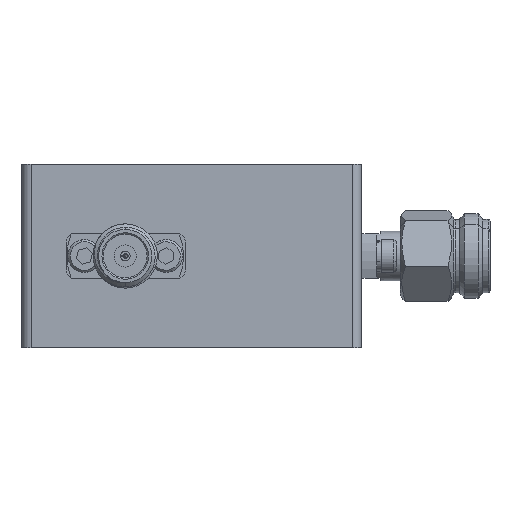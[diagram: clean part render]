
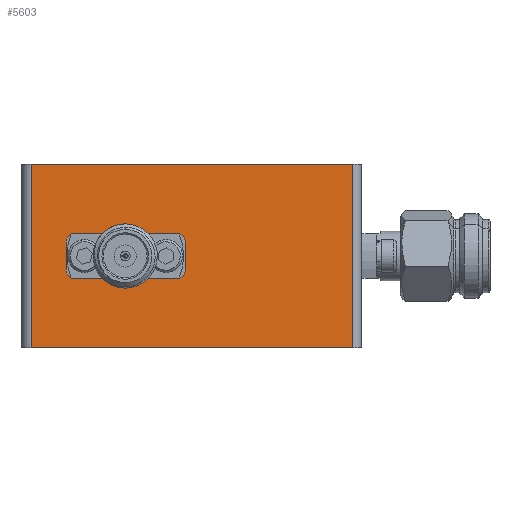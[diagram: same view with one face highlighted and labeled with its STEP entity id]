
A CAD part, left-side view. The second image highlights one B-rep face of the part: STEP entity #5603.
In plain terms, the highlighted planar face has unit normal (-1, 0, 0).
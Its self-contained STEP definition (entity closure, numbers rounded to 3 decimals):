
#189 = LINE ( 'NONE', #27732, #28837 ) ;
#370 = DIRECTION ( 'NONE',  ( 0., 0., -1. ) ) ;
#533 = EDGE_CURVE ( 'NONE', #35508, #30441, #29017, .T. ) ;
#957 = CARTESIAN_POINT ( 'NONE',  ( -21.45, -3.15, 0. ) ) ;
#1537 = VECTOR ( 'NONE', #28374, 1000. ) ;
#2010 = CARTESIAN_POINT ( 'NONE',  ( -21.45, 13.65, -7.5 ) ) ;
#2786 = VERTEX_POINT ( 'NONE', #35333 ) ;
#2872 = VECTOR ( 'NONE', #22040, 1000. ) ;
#4511 = CARTESIAN_POINT ( 'NONE',  ( -21.45, 13.65, -20. ) ) ;
#4578 = DIRECTION ( 'NONE',  ( 0., -1., 0. ) ) ;
#4687 = CARTESIAN_POINT ( 'NONE',  ( -21.45, 13.65, -12.5 ) ) ;
#5103 = ORIENTED_EDGE ( 'NONE', *, *, #16924, .F. ) ;
#5354 = EDGE_CURVE ( 'NONE', #15434, #9198, #21604, .T. ) ;
#5522 = VERTEX_POINT ( 'NONE', #10556 ) ;
#5603 = ADVANCED_FACE ( 'NONE', ( #7681, #24259 ), #7862, .F. ) ;
#5632 = ORIENTED_EDGE ( 'NONE', *, *, #533, .F. ) ;
#6345 = EDGE_CURVE ( 'NONE', #9198, #5522, #6879, .T. ) ;
#6799 = DIRECTION ( 'NONE',  ( 0., -1., 0. ) ) ;
#6879 = LINE ( 'NONE', #17860, #18203 ) ;
#7166 = ORIENTED_EDGE ( 'NONE', *, *, #6345, .F. ) ;
#7215 = DIRECTION ( 'NONE',  ( 0., 1., 0. ) ) ;
#7367 = AXIS2_PLACEMENT_3D ( 'NONE', #26830, #19063, #29872 ) ;
#7681 = FACE_OUTER_BOUND ( 'NONE', #32891, .T. ) ;
#7829 = AXIS2_PLACEMENT_3D ( 'NONE', #27876, #13645, #22294 ) ;
#7862 = PLANE ( 'NONE',  #22189 ) ;
#8234 = VERTEX_POINT ( 'NONE', #28493 ) ;
#8241 = EDGE_CURVE ( 'NONE', #32004, #15434, #26863, .T. ) ;
#8385 = CARTESIAN_POINT ( 'NONE',  ( -21.45, 8.85, -7.5 ) ) ;
#9167 = ORIENTED_EDGE ( 'NONE', *, *, #30517, .T. ) ;
#9198 = VERTEX_POINT ( 'NONE', #25631 ) ;
#9913 = DIRECTION ( 'NONE',  ( 0., -1., 0. ) ) ;
#10556 = CARTESIAN_POINT ( 'NONE',  ( -21.45, 9.85, -11.5 ) ) ;
#11363 = CARTESIAN_POINT ( 'NONE',  ( -21.45, -3.15, -11.5 ) ) ;
#11619 = LINE ( 'NONE', #20431, #1537 ) ;
#12067 = VERTEX_POINT ( 'NONE', #35350 ) ;
#12537 = VECTOR ( 'NONE', #7215, 1000. ) ;
#12550 = VERTEX_POINT ( 'NONE', #11363 ) ;
#12669 = CARTESIAN_POINT ( 'NONE',  ( -21.45, 8.85, -12.5 ) ) ;
#12684 = VECTOR ( 'NONE', #19658, 1000. ) ;
#13080 = DIRECTION ( 'NONE',  ( 0., 1., 0. ) ) ;
#13571 = CARTESIAN_POINT ( 'NONE',  ( -21.45, 13.65, 0. ) ) ;
#13645 = DIRECTION ( 'NONE',  ( -1., 0., 0. ) ) ;
#14329 = EDGE_CURVE ( 'NONE', #22729, #27384, #11619, .T. ) ;
#14807 = VECTOR ( 'NONE', #9913, 1000. ) ;
#14905 = EDGE_CURVE ( 'NONE', #12067, #32004, #26349, .T. ) ;
#15434 = VERTEX_POINT ( 'NONE', #8385 ) ;
#15707 = EDGE_CURVE ( 'NONE', #30441, #12550, #22362, .T. ) ;
#15732 = DIRECTION ( 'NONE',  ( -1., 0., 0. ) ) ;
#16007 = ORIENTED_EDGE ( 'NONE', *, *, #32425, .F. ) ;
#16011 = ORIENTED_EDGE ( 'NONE', *, *, #8241, .F. ) ;
#16176 = CARTESIAN_POINT ( 'NONE',  ( -21.45, 13.65, 0. ) ) ;
#16924 = EDGE_CURVE ( 'NONE', #2786, #22729, #22574, .T. ) ;
#17026 = CIRCLE ( 'NONE', #7829, 1. ) ;
#17841 = DIRECTION ( 'NONE',  ( 0., -1., 0. ) ) ;
#17860 = CARTESIAN_POINT ( 'NONE',  ( -21.45, 9.85, 0. ) ) ;
#18203 = VECTOR ( 'NONE', #26163, 1000. ) ;
#18714 = AXIS2_PLACEMENT_3D ( 'NONE', #31470, #26255, #6799 ) ;
#19063 = DIRECTION ( 'NONE',  ( -1., 0., 0. ) ) ;
#19350 = CARTESIAN_POINT ( 'NONE',  ( -21.45, -2.15, -7.5 ) ) ;
#19459 = EDGE_CURVE ( 'NONE', #27384, #8234, #189, .T. ) ;
#19658 = DIRECTION ( 'NONE',  ( 0., 0., 1. ) ) ;
#20431 = CARTESIAN_POINT ( 'NONE',  ( -21.45, 13.65, 0. ) ) ;
#21247 = VECTOR ( 'NONE', #17841, 1000. ) ;
#21604 = CIRCLE ( 'NONE', #18714, 1. ) ;
#21616 = ORIENTED_EDGE ( 'NONE', *, *, #5354, .F. ) ;
#21788 = ORIENTED_EDGE ( 'NONE', *, *, #27328, .F. ) ;
#22040 = DIRECTION ( 'NONE',  ( 0., 0., 1. ) ) ;
#22189 = AXIS2_PLACEMENT_3D ( 'NONE', #24615, #26963, #13080 ) ;
#22294 = DIRECTION ( 'NONE',  ( 0., -1., 0. ) ) ;
#22362 = CIRCLE ( 'NONE', #34399, 1. ) ;
#22574 = LINE ( 'NONE', #13571, #2872 ) ;
#22729 = VERTEX_POINT ( 'NONE', #16176 ) ;
#22904 = CARTESIAN_POINT ( 'NONE',  ( -21.45, -2.15, -12.5 ) ) ;
#24018 = ORIENTED_EDGE ( 'NONE', *, *, #14905, .F. ) ;
#24259 = FACE_BOUND ( 'NONE', #26921, .T. ) ;
#24615 = CARTESIAN_POINT ( 'NONE',  ( -21.45, 13.65, 0. ) ) ;
#25422 = ORIENTED_EDGE ( 'NONE', *, *, #14329, .F. ) ;
#25631 = CARTESIAN_POINT ( 'NONE',  ( -21.45, 9.85, -8.5 ) ) ;
#26163 = DIRECTION ( 'NONE',  ( 0., 0., -1. ) ) ;
#26255 = DIRECTION ( 'NONE',  ( -1., 0., 0. ) ) ;
#26349 = CIRCLE ( 'NONE', #7367, 1. ) ;
#26666 = LINE ( 'NONE', #4511, #14807 ) ;
#26830 = CARTESIAN_POINT ( 'NONE',  ( -21.45, -2.15, -8.5 ) ) ;
#26863 = LINE ( 'NONE', #2010, #12537 ) ;
#26921 = EDGE_LOOP ( 'NONE', ( #24018, #16007, #35284, #5632, #21788, #7166, #21616, #16011 ) ) ;
#26963 = DIRECTION ( 'NONE',  ( 1., 0., 0. ) ) ;
#27328 = EDGE_CURVE ( 'NONE', #5522, #35508, #17026, .T. ) ;
#27384 = VERTEX_POINT ( 'NONE', #32735 ) ;
#27732 = CARTESIAN_POINT ( 'NONE',  ( -21.45, -21.35, 0. ) ) ;
#27876 = CARTESIAN_POINT ( 'NONE',  ( -21.45, 8.85, -11.5 ) ) ;
#28374 = DIRECTION ( 'NONE',  ( 0., -1., 0. ) ) ;
#28493 = CARTESIAN_POINT ( 'NONE',  ( -21.45, -21.35, -20. ) ) ;
#28837 = VECTOR ( 'NONE', #370, 1000. ) ;
#29017 = LINE ( 'NONE', #4687, #21247 ) ;
#29872 = DIRECTION ( 'NONE',  ( 0., -1., 0. ) ) ;
#30441 = VERTEX_POINT ( 'NONE', #22904 ) ;
#30517 = EDGE_CURVE ( 'NONE', #2786, #8234, #26666, .T. ) ;
#30649 = LINE ( 'NONE', #957, #12684 ) ;
#30958 = ORIENTED_EDGE ( 'NONE', *, *, #19459, .F. ) ;
#31470 = CARTESIAN_POINT ( 'NONE',  ( -21.45, 8.85, -8.5 ) ) ;
#32004 = VERTEX_POINT ( 'NONE', #19350 ) ;
#32425 = EDGE_CURVE ( 'NONE', #12550, #12067, #30649, .T. ) ;
#32735 = CARTESIAN_POINT ( 'NONE',  ( -21.45, -21.35, 0. ) ) ;
#32891 = EDGE_LOOP ( 'NONE', ( #30958, #25422, #5103, #9167 ) ) ;
#34399 = AXIS2_PLACEMENT_3D ( 'NONE', #34644, #15732, #4578 ) ;
#34644 = CARTESIAN_POINT ( 'NONE',  ( -21.45, -2.15, -11.5 ) ) ;
#35284 = ORIENTED_EDGE ( 'NONE', *, *, #15707, .F. ) ;
#35333 = CARTESIAN_POINT ( 'NONE',  ( -21.45, 13.65, -20. ) ) ;
#35350 = CARTESIAN_POINT ( 'NONE',  ( -21.45, -3.15, -8.5 ) ) ;
#35508 = VERTEX_POINT ( 'NONE', #12669 ) ;
